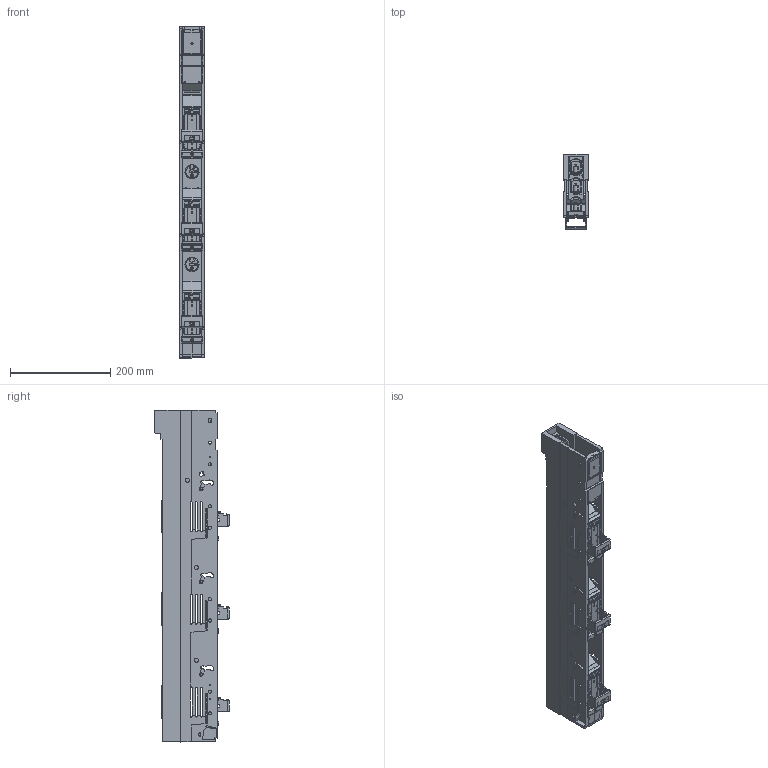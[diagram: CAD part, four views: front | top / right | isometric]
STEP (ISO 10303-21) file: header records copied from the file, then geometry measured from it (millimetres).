
FILE_DESCRIPTION((''),'2;1');
FILE_NAME('ASM0001_ASM','2023-03-16T14:28:32',('klemen.sitar'),('Audax d.o.o.'),'CREO PARAMETRIC BY PTC INC, 2021304','CREO PARAMETRIC BY PTC INC, 2021304','');
FILE_SCHEMA(('AP242_MANAGED_MODEL_BASED_3D_ENGINEERING_MIM_LF { 1 0 10303 442 1 1 4 }'));
Products named in the file (44): 158504_02_L_SAMMELSCHIENENKON_1; 158504_03_L_SAMMELSCHIENENKON_1; 804682_L_NH_LEISTENUNTERTEIL__1_ASM; KOERPER_100_1_1_1_1; KOERPER_100_2_1_1_1; KOERPER_100_3_1_1_1; 33941_98_LEISTENDECKEL_ABGESP_1_ASM; 33787_SCHEIBE_1_1_1; 33954_98_VERRIEGELUNG_ABGESPE_1; 33960_98_ANSCHLUSSRAUMKLAPPE__1; 33959_98_SEITENWAND_LINKS_ABG_1; 33942_L02_GRIFF_1_1_1; 804683_L_NH_LEISTENOBERTEIL_K_1_ASM; PRT0112_1_1_1; PRT0113_1_1_1_1_1; PRT0113_1_2_1_1_1; PRT0113_1_3_1_1_1; PRT0113_1_ASM_1_ASM_1_ASM_1_ASM; WL-BASE_1_1_1_1_1; ASM0091_ASM_1_ASM_1_ASM_1_ASM_1_ASM; ASM0092_ASM_1_ASM_1_ASM_1_ASM; PRT0113_1_1_2_1_1_1_1; PRT0113_1_1_2_2_1_1_1; PRT0113_1_1_2_3_1_1_1; PRT0113_1_1_2_ASM_1_ASM_1_ASM_1_ASM; WL-BASE_1_1_1_1_1_1; ASM0091_ASM_1_1_ASM_1_ASM_1_ASM_ASM; ASM0093_ASM_1_ASM_1_ASM_1_ASM; PRT0113_1_1_2_3_4_1_1_1_1; PRT0113_1_1_2_3_4_2_1_1_1; PRT0113_1_1_2_3_4_3_1_1_1; PRT0113_1_1_2_3_4_ASM_1_ASM_1_A_ASM; WL-BASE_1_1_2_1_1_1; ASM0091_ASM_1_1_2_ASM_1_ASM_1_A_ASM; ASM0094_ASM_1_ASM_1_ASM_1_ASM; SL00_3X_185_F_ASM_1_ASM_1_ASM_1_ASM; 001692010_SL00_1P_M8_ASM_1_ASM__ASM; PRT0117_1_1; BREP_WITH_VOIDS-169161_1_1_1; BREP_WITH_VOIDS-171591_1_1_1 ...
Assembly tree (51 placements, depth 9):
  ASM0001_ASM
    T1_ASM
      001692012_SL00_1P_SP95_ASM_1_ASM
        001692010_SL00_1P_M8_ASM_1_ASM__ASM
          SL00_3X_185_F_ASM_1_ASM_1_ASM_1_ASM
            804682_L_NH_LEISTENUNTERTEIL__1_ASM
              158504_02_L_SAMMELSCHIENENKON_1  x2
              158504_03_L_SAMMELSCHIENENKON_1
            804683_L_NH_LEISTENOBERTEIL_K_1_ASM
              33941_98_LEISTENDECKEL_ABGESP_1_ASM  x3
                KOERPER_100_1_1_1_1
                KOERPER_100_2_1_1_1
                KOERPER_100_3_1_1_1
              33787_SCHEIBE_1_1_1  x3
              33954_98_VERRIEGELUNG_ABGESPE_1  x2
              33960_98_ANSCHLUSSRAUMKLAPPE__1
              33959_98_SEITENWAND_LINKS_ABG_1
              33942_L02_GRIFF_1_1_1  x3
            PRT0112_1_1_1
            ASM0092_ASM_1_ASM_1_ASM_1_ASM
              ASM0091_ASM_1_ASM_1_ASM_1_ASM_1_ASM
                PRT0113_1_ASM_1_ASM_1_ASM_1_ASM
                  PRT0113_1_1_1_1_1
                  PRT0113_1_2_1_1_1
                  PRT0113_1_3_1_1_1
                WL-BASE_1_1_1_1_1
            ASM0093_ASM_1_ASM_1_ASM_1_ASM
              ASM0091_ASM_1_1_ASM_1_ASM_1_ASM_ASM
                PRT0113_1_1_2_ASM_1_ASM_1_ASM_1_ASM
                  PRT0113_1_1_2_1_1_1_1
                  PRT0113_1_1_2_2_1_1_1
                  PRT0113_1_1_2_3_1_1_1
                WL-BASE_1_1_1_1_1_1
            ASM0094_ASM_1_ASM_1_ASM_1_ASM
              ASM0091_ASM_1_1_2_ASM_1_ASM_1_A_ASM
                PRT0113_1_1_2_3_4_ASM_1_ASM_1_A_ASM
                  PRT0113_1_1_2_3_4_1_1_1_1
                  PRT0113_1_1_2_3_4_2_1_1_1
                  PRT0113_1_1_2_3_4_3_1_1_1
                WL-BASE_1_1_2_1_1_1
        PRT0117_1_1
        BREP_WITH_VOIDS-169161_1_1_1
        BREP_WITH_VOIDS-171591_1_1_1
        BREP_WITH_VOIDS-174021_1_1_1
Bounding box: 49.6 x 149.51 x 662.32 mm (x, y, z)
Volume: 1375872.6 mm3; surface area: 572246.3 mm2
Topology: 39 solids, 42 shells, 4940 faces, 14047 edges, 9052 vertices
Faces by surface type: plane 2991, cylinder 1306, cone 238, sphere 173, bspline 169, torus 57, extrusion 6
Entity records: 134091 total; most frequent: CARTESIAN_POINT 23578, ORIENTED_EDGE 16010, DIRECTION 14687, PRESENTATION_STYLE_ASSIGNMENT 8450, EDGE_CURVE 8005, STYLED_ITEM 7603, CURVE_STYLE 7333, VECTOR 5729
